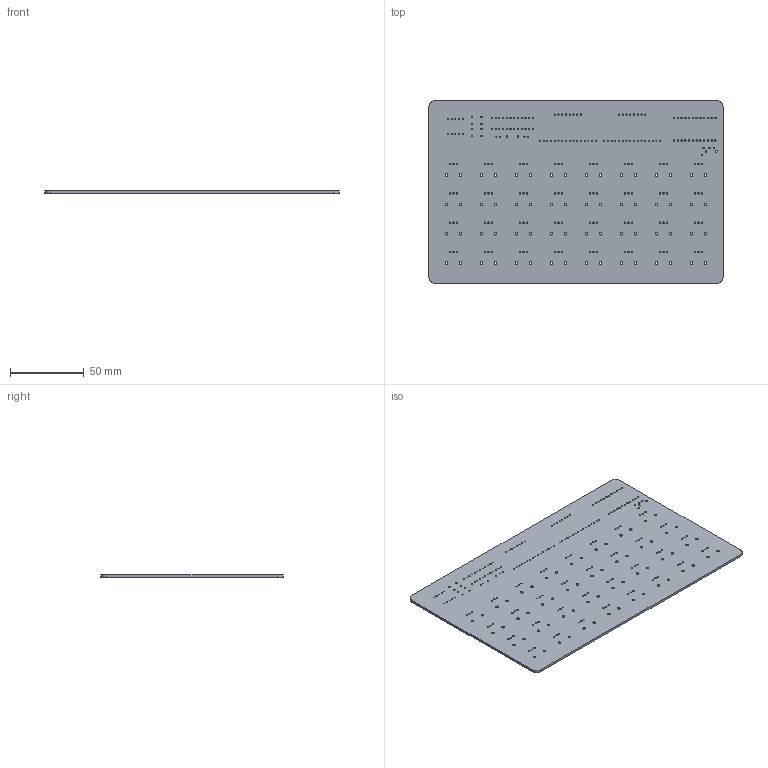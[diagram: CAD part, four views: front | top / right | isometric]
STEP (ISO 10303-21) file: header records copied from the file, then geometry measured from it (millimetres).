
FILE_DESCRIPTION(('KiCad electronic assembly'),'2;1');
FILE_NAME('N32B.step','2020-07-05T01:00:43',('An Author'),('A Company'), 'Open CASCADE STEP processor 6.9','KiCad to STEP converter','Unknown' );
FILE_SCHEMA(('AUTOMOTIVE_DESIGN { 1 0 10303 214 1 1 1 1 }'));
Length unit declared in the file: millimetre
Products named in the file (2): Open CASCADE STEP translator 6.9 1; COMPOUND
Assembly tree (1 placements, depth 2):
  Open CASCADE STEP translator 6.9 1
    COMPOUND
Bounding box: 200 x 124 x 1.6 mm (x, y, z)
Volume: 39160.3 mm3; surface area: 51577.5 mm2
Topology: 1 solids, 1 shells, 308 faces, 918 edges, 612 vertices
Faces by surface type: cylinder 294, plane 14
Full cylindrical faces by diameter (mm): 0.699 x4, 0.762 x58, 0.813 x24, 1 x96, 1.016 x34, 1.2 x2, 1.8 x64
Entity records: 23835 total; most frequent: DIRECTION 3962, CARTESIAN_POINT 3676, ORIENTED_EDGE 1836, PCURVE 1836, DEFINITIONAL_REPRESENTATION 1836, LINE 1578, VECTOR 1578, CIRCLE 1176
